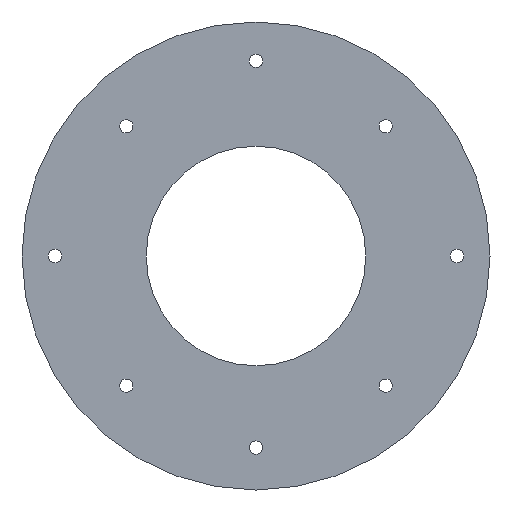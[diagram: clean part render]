
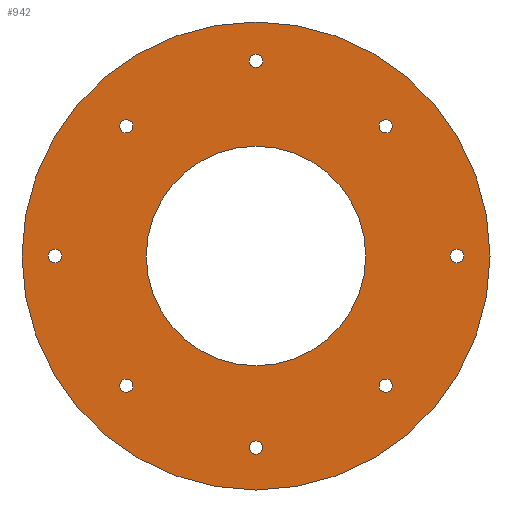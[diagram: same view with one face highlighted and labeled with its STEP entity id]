
A CAD part, front view. The second image highlights one B-rep face of the part: STEP entity #942.
In plain terms, the highlighted planar face has unit normal (0, -1, 0).
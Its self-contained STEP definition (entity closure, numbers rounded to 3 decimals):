
#25=FACE_BOUND('',#150,.T.);
#26=FACE_BOUND('',#151,.T.);
#27=FACE_BOUND('',#152,.T.);
#28=FACE_BOUND('',#153,.T.);
#29=FACE_BOUND('',#154,.T.);
#30=FACE_BOUND('',#155,.T.);
#31=FACE_BOUND('',#156,.T.);
#32=FACE_BOUND('',#157,.T.);
#33=FACE_BOUND('',#158,.T.);
#58=PLANE('',#1042);
#93=FACE_OUTER_BOUND('',#149,.T.);
#149=EDGE_LOOP('',(#782));
#150=EDGE_LOOP('',(#783));
#151=EDGE_LOOP('',(#784));
#152=EDGE_LOOP('',(#785));
#153=EDGE_LOOP('',(#786));
#154=EDGE_LOOP('',(#787));
#155=EDGE_LOOP('',(#788));
#156=EDGE_LOOP('',(#789));
#157=EDGE_LOOP('',(#790));
#158=EDGE_LOOP('',(#791));
#204=CIRCLE('',#1005,1.425);
#206=CIRCLE('',#1012,1.425);
#207=CIRCLE('',#1024,1.425);
#208=CIRCLE('',#1026,1.425);
#221=CIRCLE('',#1043,50.);
#222=CIRCLE('',#1044,1.425);
#223=CIRCLE('',#1045,1.425);
#224=CIRCLE('',#1046,1.425);
#225=CIRCLE('',#1047,1.425);
#226=CIRCLE('',#1048,23.45);
#420=VERTEX_POINT('',#1463);
#431=VERTEX_POINT('',#1495);
#445=VERTEX_POINT('',#1545);
#446=VERTEX_POINT('',#1549);
#457=VERTEX_POINT('',#1578);
#458=VERTEX_POINT('',#1580);
#459=VERTEX_POINT('',#1582);
#460=VERTEX_POINT('',#1584);
#461=VERTEX_POINT('',#1586);
#462=VERTEX_POINT('',#1588);
#517=EDGE_CURVE('',#420,#420,#204,.T.);
#533=EDGE_CURVE('',#431,#431,#206,.T.);
#557=EDGE_CURVE('',#445,#445,#207,.T.);
#559=EDGE_CURVE('',#446,#446,#208,.T.);
#573=EDGE_CURVE('',#457,#457,#221,.T.);
#574=EDGE_CURVE('',#458,#458,#222,.T.);
#575=EDGE_CURVE('',#459,#459,#223,.T.);
#576=EDGE_CURVE('',#460,#460,#224,.T.);
#577=EDGE_CURVE('',#461,#461,#225,.T.);
#578=EDGE_CURVE('',#462,#462,#226,.T.);
#782=ORIENTED_EDGE('',*,*,#573,.T.);
#783=ORIENTED_EDGE('',*,*,#517,.F.);
#784=ORIENTED_EDGE('',*,*,#533,.F.);
#785=ORIENTED_EDGE('',*,*,#557,.T.);
#786=ORIENTED_EDGE('',*,*,#559,.T.);
#787=ORIENTED_EDGE('',*,*,#574,.F.);
#788=ORIENTED_EDGE('',*,*,#575,.F.);
#789=ORIENTED_EDGE('',*,*,#576,.F.);
#790=ORIENTED_EDGE('',*,*,#577,.F.);
#791=ORIENTED_EDGE('',*,*,#578,.F.);
#942=ADVANCED_FACE('',(#93,#25,#26,#27,#28,#29,#30,#31,#32,#33),#58,.F.);
#1005=AXIS2_PLACEMENT_3D('',#1465,#1163,#1164);
#1012=AXIS2_PLACEMENT_3D('',#1497,#1191,#1192);
#1024=AXIS2_PLACEMENT_3D('',#1546,#1238,#1239);
#1026=AXIS2_PLACEMENT_3D('',#1550,#1243,#1244);
#1042=AXIS2_PLACEMENT_3D('',#1577,#1276,#1277);
#1043=AXIS2_PLACEMENT_3D('',#1579,#1278,#1279);
#1044=AXIS2_PLACEMENT_3D('',#1581,#1280,#1281);
#1045=AXIS2_PLACEMENT_3D('',#1583,#1282,#1283);
#1046=AXIS2_PLACEMENT_3D('',#1585,#1284,#1285);
#1047=AXIS2_PLACEMENT_3D('',#1587,#1286,#1287);
#1048=AXIS2_PLACEMENT_3D('',#1589,#1288,#1289);
#1163=DIRECTION('center_axis',(0.,-1.,0.));
#1164=DIRECTION('ref_axis',(-1.,0.,0.));
#1191=DIRECTION('center_axis',(0.,-1.,0.));
#1192=DIRECTION('ref_axis',(-1.,0.,0.));
#1238=DIRECTION('center_axis',(0.,1.,0.));
#1239=DIRECTION('ref_axis',(-1.,0.,0.));
#1243=DIRECTION('center_axis',(0.,1.,0.));
#1244=DIRECTION('ref_axis',(-1.,0.,0.));
#1276=DIRECTION('center_axis',(0.,1.,0.));
#1277=DIRECTION('ref_axis',(-1.,0.,0.));
#1278=DIRECTION('center_axis',(0.,-1.,0.));
#1279=DIRECTION('ref_axis',(-1.,0.,0.));
#1280=DIRECTION('center_axis',(0.,-1.,0.));
#1281=DIRECTION('ref_axis',(-1.,0.,0.));
#1282=DIRECTION('center_axis',(0.,-1.,0.));
#1283=DIRECTION('ref_axis',(-1.,0.,0.));
#1284=DIRECTION('center_axis',(0.,-1.,0.));
#1285=DIRECTION('ref_axis',(-1.,0.,0.));
#1286=DIRECTION('center_axis',(0.,-1.,0.));
#1287=DIRECTION('ref_axis',(-1.,0.,0.));
#1288=DIRECTION('center_axis',(0.,-1.,0.));
#1289=DIRECTION('ref_axis',(-1.,0.,0.));
#1463=CARTESIAN_POINT('',(1.425,46.14,177.84));
#1465=CARTESIAN_POINT('Origin',(0.,46.14,177.84));
#1495=CARTESIAN_POINT('',(1.425,46.14,95.19));
#1497=CARTESIAN_POINT('Origin',(0.,46.14,
95.19));
#1545=CARTESIAN_POINT('',(-41.525,46.14,136.14));
#1546=CARTESIAN_POINT('Origin',(-42.95,46.14,136.14));
#1549=CARTESIAN_POINT('',(44.375,46.14,136.14));
#1550=CARTESIAN_POINT('Origin',(42.95,46.14,136.14));
#1577=CARTESIAN_POINT('Origin',(0.,46.14,
136.14));
#1578=CARTESIAN_POINT('',(50.,46.14,136.14));
#1579=CARTESIAN_POINT('Origin',(0.,46.14,
136.14));
#1580=CARTESIAN_POINT('',(-26.294,46.14,108.422));
#1581=CARTESIAN_POINT('Origin',(-27.719,46.14,108.422));
#1582=CARTESIAN_POINT('',(29.144,46.14,108.422));
#1583=CARTESIAN_POINT('Origin',(27.719,46.14,108.422));
#1584=CARTESIAN_POINT('',(-26.294,46.14,163.859));
#1585=CARTESIAN_POINT('Origin',(-27.719,46.14,163.859));
#1586=CARTESIAN_POINT('',(29.144,46.14,163.859));
#1587=CARTESIAN_POINT('Origin',(27.719,46.14,163.859));
#1588=CARTESIAN_POINT('',(23.45,46.14,136.14));
#1589=CARTESIAN_POINT('Origin',(0.,46.14,
136.14));
